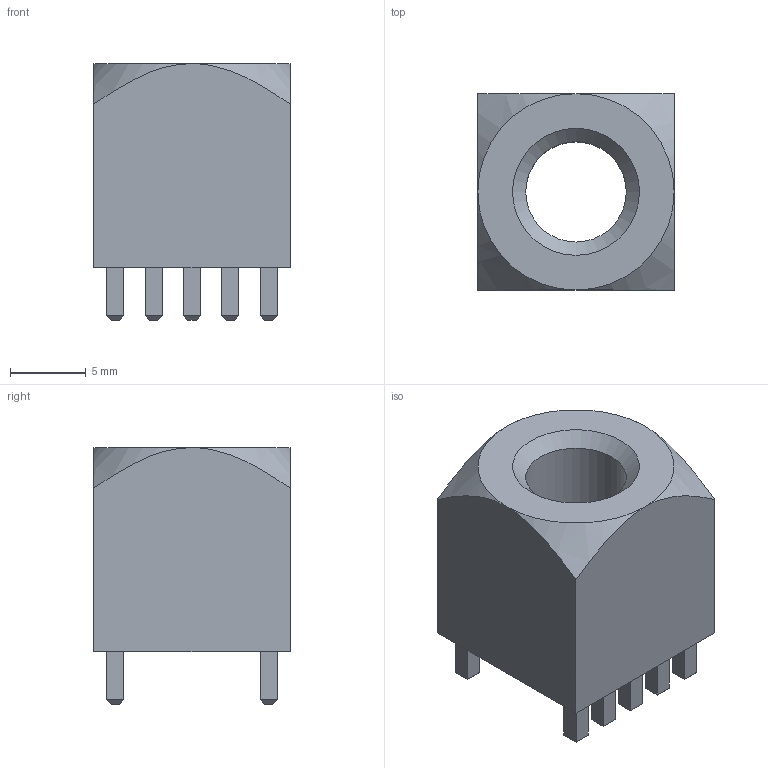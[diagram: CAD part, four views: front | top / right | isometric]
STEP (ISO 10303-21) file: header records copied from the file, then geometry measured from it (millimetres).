
FILE_DESCRIPTION(/* description */ ('Unknown'),/* implementation_level */ '2;1');
FILE_NAME(/* name */ 'MP_Wurth_WP-BUTR_7460553',/* time_stamp */ '2026-01-20T15:34:33+08:00',/* author */ ('Unknown'),/* organization */ ('Unknown'),/* preprocessor_version */ 'ST-DEVELOPER v19.4',/* originating_system */ 'Solid Edge',/* authorisation */ 'Unknown');
FILE_SCHEMA (('AUTOMOTIVE_DESIGN {1 0 10303 214 3 1 1}'));
Length unit declared in the file: millimetre
Products named in the file (1): MP_Wurth_WP-BUTR_7460553
Bounding box: 13 x 13 x 17 mm (x, y, z)
Volume: 1817.6 mm3; surface area: 1356.6 mm2
Topology: 1 solids, 1 shells, 103 faces, 229 edges, 138 vertices
Faces by surface type: plane 96, cone 5, cylinder 2
Full cylindrical faces by diameter (mm): 6.647 x2
Entity records: 3560 total; most frequent: CARTESIAN_POINT 584, ORIENTED_EDGE 448, DIRECTION 432, EDGE_CURVE 224, LINE 208, VECTOR 208, VERTEX_POINT 136, EDGE_LOOP 118
